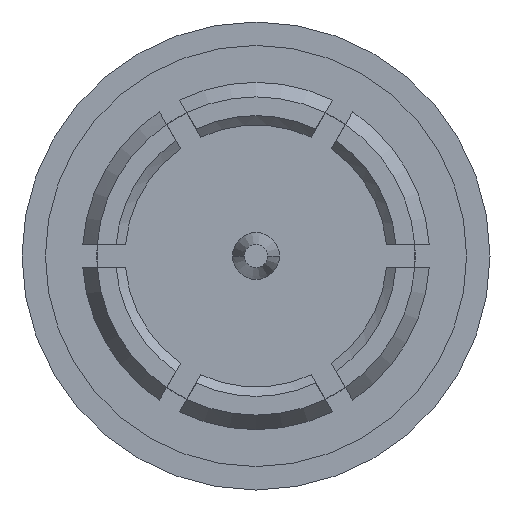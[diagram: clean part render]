
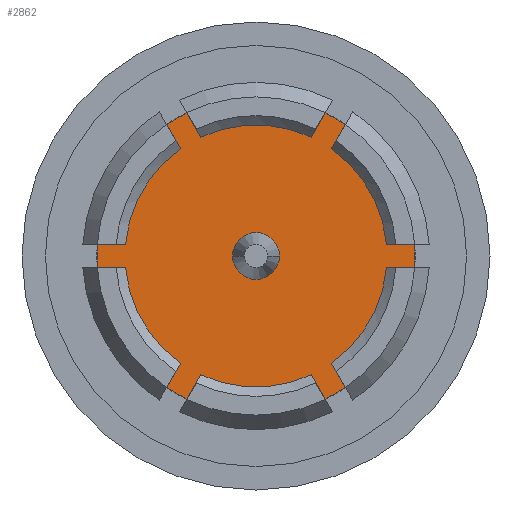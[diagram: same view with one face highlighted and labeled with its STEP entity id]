
A CAD part, left-side view. The second image highlights one B-rep face of the part: STEP entity #2862.
In plain terms, the highlighted planar face has unit normal (-1, 0, 0).
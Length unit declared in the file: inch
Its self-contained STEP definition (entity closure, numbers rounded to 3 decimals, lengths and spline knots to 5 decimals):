
#495=DIRECTION('',(0.,0.5,-0.866));
#496=VECTOR('',#495,0.01167);
#497=CARTESIAN_POINT('',(0.11811,0.03171,
-0.04508));
#498=LINE('',#497,#496);
#522=DIRECTION('',(0.,1.,0.));
#523=VECTOR('',#522,0.01167);
#524=CARTESIAN_POINT('',(0.11811,0.0549,
-0.00492));
#525=LINE('',#524,#523);
#531=CARTESIAN_POINT('',(0.11811,0.,0.));
#532=DIRECTION('',(-1.,0.,0.));
#533=DIRECTION('',(0.,0.997,0.074));
#534=AXIS2_PLACEMENT_3D('',#531,#532,#533);
#611=CARTESIAN_POINT('',(0.11811,0.,0.));
#612=DIRECTION('',(-1.,0.,0.));
#613=DIRECTION('',(0.,-0.997,-0.074));
#614=AXIS2_PLACEMENT_3D('',#611,#612,#613);
#621=CARTESIAN_POINT('',(0.11811,0.,0.));
#622=DIRECTION('',(1.,0.,0.));
#623=DIRECTION('',(0.,0.562,0.827));
#624=AXIS2_PLACEMENT_3D('',#621,#622,#623);
#626=CARTESIAN_POINT('',(0.11811,0.,0.));
#627=DIRECTION('',(1.,0.,0.));
#628=DIRECTION('',(0.,-0.435,0.901));
#629=AXIS2_PLACEMENT_3D('',#626,#627,#628);
#631=CARTESIAN_POINT('',(0.11811,0.,0.));
#632=DIRECTION('',(-1.,0.,0.));
#633=DIRECTION('',(0.,-0.435,-0.901));
#634=AXIS2_PLACEMENT_3D('',#631,#632,#633);
#636=CARTESIAN_POINT('',(0.11811,0.,0.));
#637=DIRECTION('',(-1.,0.,0.));
#638=DIRECTION('',(0.,0.562,-0.827));
#639=AXIS2_PLACEMENT_3D('',#636,#637,#638);
#641=CARTESIAN_POINT('',(0.11811,0.,0.));
#642=DIRECTION('',(-1.,0.,0.));
#643=DIRECTION('',(0.,1.,0.));
#644=AXIS2_PLACEMENT_3D('',#641,#642,#643);
#646=CARTESIAN_POINT('',(0.11811,0.,0.));
#647=DIRECTION('',(-1.,0.,0.));
#648=DIRECTION('',(0.,-1.,0.));
#649=AXIS2_PLACEMENT_3D('',#646,#647,#648);
#651=CARTESIAN_POINT('',(0.11811,0.,0.));
#652=DIRECTION('',(-1.,0.,0.));
#653=DIRECTION('',(0.,0.996,-0.089));
#654=AXIS2_PLACEMENT_3D('',#651,#652,#653);
#760=DIRECTION('',(0.,1.,0.));
#761=VECTOR('',#760,0.01167);
#762=CARTESIAN_POINT('',(0.11811,0.0549,
0.00492));
#763=LINE('',#762,#761);
#787=DIRECTION('',(0.,-0.5,-0.866));
#788=VECTOR('',#787,0.01167);
#789=CARTESIAN_POINT('',(0.11811,0.03755,
0.05519));
#790=LINE('',#789,#788);
#795=CARTESIAN_POINT('',(0.11811,0.,0.));
#796=DIRECTION('',(-1.,0.,0.));
#797=DIRECTION('',(0.,0.575,0.818));
#798=AXIS2_PLACEMENT_3D('',#795,#796,#797);
#917=DIRECTION('',(0.,0.5,0.866));
#918=VECTOR('',#917,0.01167);
#919=CARTESIAN_POINT('',(0.11811,0.02319,
0.05));
#920=LINE('',#919,#918);
#944=DIRECTION('',(0.,0.5,-0.866));
#945=VECTOR('',#944,0.01167);
#946=CARTESIAN_POINT('',(0.11811,-0.02902,
0.06011));
#947=LINE('',#946,#945);
#952=CARTESIAN_POINT('',(0.11811,0.,0.));
#953=DIRECTION('',(-1.,0.,0.));
#954=DIRECTION('',(0.,-0.421,0.907));
#955=AXIS2_PLACEMENT_3D('',#952,#953,#954);
#1074=DIRECTION('',(0.,-0.5,0.866));
#1075=VECTOR('',#1074,0.01167);
#1076=CARTESIAN_POINT('',(0.11811,-0.03171,
0.04508));
#1077=LINE('',#1076,#1075);
#1101=DIRECTION('',(0.,-1.,0.));
#1102=VECTOR('',#1101,0.01167);
#1103=CARTESIAN_POINT('',(0.11811,-0.0549,
0.00492));
#1104=LINE('',#1103,#1102);
#1109=CARTESIAN_POINT('',(0.11811,0.,0.));
#1110=DIRECTION('',(-1.,0.,0.));
#1111=DIRECTION('',(0.,-0.996,0.089));
#1112=AXIS2_PLACEMENT_3D('',#1109,#1110,#1111);
#1222=DIRECTION('',(0.,-1.,0.));
#1223=VECTOR('',#1222,0.01167);
#1224=CARTESIAN_POINT('',(0.11811,-0.0549,
-0.00492));
#1225=LINE('',#1224,#1223);
#1249=DIRECTION('',(0.,0.5,0.866));
#1250=VECTOR('',#1249,0.01167);
#1251=CARTESIAN_POINT('',(0.11811,-0.03755,
-0.05519));
#1252=LINE('',#1251,#1250);
#1270=DIRECTION('',(0.,-0.5,-0.866));
#1271=VECTOR('',#1270,0.01167);
#1272=CARTESIAN_POINT('',(0.11811,-0.02319,
-0.05));
#1273=LINE('',#1272,#1271);
#1297=DIRECTION('',(0.,-0.5,0.866));
#1298=VECTOR('',#1297,0.01167);
#1299=CARTESIAN_POINT('',(0.11811,0.02902,
-0.06011));
#1300=LINE('',#1299,#1298);
#1301=CARTESIAN_POINT('',(0.11811,0.,0.));
#1302=DIRECTION('',(-1.,0.,0.));
#1303=DIRECTION('',(0.,0.421,-0.907));
#1304=AXIS2_PLACEMENT_3D('',#1301,#1302,#1303);
#1410=CARTESIAN_POINT('',(0.11811,0.,0.));
#1411=DIRECTION('',(-1.,0.,0.));
#1412=DIRECTION('',(0.,-0.575,-0.818));
#1413=AXIS2_PLACEMENT_3D('',#1410,#1411,#1412);
#1735=CARTESIAN_POINT('',(0.11811,0.0549,
-0.00492));
#1736=CARTESIAN_POINT('',(0.11811,0.03171,
-0.04508));
#1737=VERTEX_POINT('',#1735);
#1738=VERTEX_POINT('',#1736);
#1739=CARTESIAN_POINT('',(0.11811,0.02319,
-0.05));
#1740=CARTESIAN_POINT('',(0.11811,-0.02319,
-0.05));
#1741=VERTEX_POINT('',#1739);
#1742=VERTEX_POINT('',#1740);
#1743=CARTESIAN_POINT('',(0.11811,-0.03171,
-0.04508));
#1744=CARTESIAN_POINT('',(0.11811,-0.0549,
-0.00492));
#1745=VERTEX_POINT('',#1743);
#1746=VERTEX_POINT('',#1744);
#1747=CARTESIAN_POINT('',(0.11811,-0.0549,
0.00492));
#1748=CARTESIAN_POINT('',(0.11811,-0.03171,
0.04508));
#1749=VERTEX_POINT('',#1747);
#1750=VERTEX_POINT('',#1748);
#1751=CARTESIAN_POINT('',(0.11811,-0.02319,
0.05));
#1752=CARTESIAN_POINT('',(0.11811,0.02319,
0.05));
#1753=VERTEX_POINT('',#1751);
#1754=VERTEX_POINT('',#1752);
#1755=CARTESIAN_POINT('',(0.11811,0.03171,
0.04508));
#1756=CARTESIAN_POINT('',(0.11811,0.0549,
0.00492));
#1757=VERTEX_POINT('',#1755);
#1758=VERTEX_POINT('',#1756);
#1759=CARTESIAN_POINT('',(0.11811,0.06657,
0.00492));
#1760=VERTEX_POINT('',#1759);
#1764=CARTESIAN_POINT('',(0.11811,0.06657,
-0.00492));
#1766=VERTEX_POINT('',#1764);
#1771=CARTESIAN_POINT('',(0.11811,0.02902,
0.06011));
#1772=VERTEX_POINT('',#1771);
#1773=CARTESIAN_POINT('',(0.11811,0.03755,
0.05519));
#1774=VERTEX_POINT('',#1773);
#1779=CARTESIAN_POINT('',(0.11811,-0.03755,
0.05519));
#1780=VERTEX_POINT('',#1779);
#1781=CARTESIAN_POINT('',(0.11811,-0.02902,
0.06011));
#1782=VERTEX_POINT('',#1781);
#1784=CARTESIAN_POINT('',(0.11811,-0.06657,
-0.00492));
#1786=VERTEX_POINT('',#1784);
#1787=CARTESIAN_POINT('',(0.11811,-0.06657,
0.00492));
#1788=VERTEX_POINT('',#1787);
#1795=CARTESIAN_POINT('',(0.11811,-0.02902,
-0.06011));
#1796=VERTEX_POINT('',#1795);
#1797=CARTESIAN_POINT('',(0.11811,-0.03755,
-0.05519));
#1798=VERTEX_POINT('',#1797);
#1803=CARTESIAN_POINT('',(0.11811,0.03755,
-0.05519));
#1804=VERTEX_POINT('',#1803);
#1805=CARTESIAN_POINT('',(0.11811,0.02902,
-0.06011));
#1806=VERTEX_POINT('',#1805);
#1907=CARTESIAN_POINT('',(0.11811,0.00984,0.));
#1908=CARTESIAN_POINT('',(0.11811,-0.00984,0.));
#1909=VERTEX_POINT('',#1907);
#1910=VERTEX_POINT('',#1908);
#2806=CARTESIAN_POINT('',(0.11811,0.,0.));
#2807=DIRECTION('',(-1.,0.,0.));
#2808=DIRECTION('',(0.,1.,0.));
#2809=AXIS2_PLACEMENT_3D('',#2806,#2807,#2808);
#2810=PLANE('',#2809);
#2812=ORIENTED_EDGE('',*,*,#2811,.F.);
#2813=ORIENTED_EDGE('',*,*,#2686,.T.);
#2814=ORIENTED_EDGE('',*,*,#2718,.F.);
#2816=ORIENTED_EDGE('',*,*,#2815,.F.);
#2818=ORIENTED_EDGE('',*,*,#2817,.F.);
#2820=ORIENTED_EDGE('',*,*,#2819,.F.);
#2822=ORIENTED_EDGE('',*,*,#2821,.T.);
#2824=ORIENTED_EDGE('',*,*,#2823,.F.);
#2826=ORIENTED_EDGE('',*,*,#2825,.F.);
#2828=ORIENTED_EDGE('',*,*,#2827,.F.);
#2830=ORIENTED_EDGE('',*,*,#2829,.T.);
#2832=ORIENTED_EDGE('',*,*,#2831,.F.);
#2834=ORIENTED_EDGE('',*,*,#2833,.F.);
#2836=ORIENTED_EDGE('',*,*,#2835,.T.);
#2837=ORIENTED_EDGE('',*,*,#2796,.F.);
#2839=ORIENTED_EDGE('',*,*,#2838,.F.);
#2841=ORIENTED_EDGE('',*,*,#2840,.F.);
#2843=ORIENTED_EDGE('',*,*,#2842,.F.);
#2845=ORIENTED_EDGE('',*,*,#2844,.F.);
#2847=ORIENTED_EDGE('',*,*,#2846,.F.);
#2849=ORIENTED_EDGE('',*,*,#2848,.F.);
#2851=ORIENTED_EDGE('',*,*,#2850,.F.);
#2852=ORIENTED_EDGE('',*,*,#2629,.F.);
#2853=ORIENTED_EDGE('',*,*,#2660,.F.);
#2854=EDGE_LOOP('',(#2812,#2813,#2814,#2816,#2818,#2820,#2822,#2824,#2826,#2828,
#2830,#2832,#2834,#2836,#2837,#2839,#2841,#2843,#2845,#2847,#2849,#2851,#2852,
#2853));
#2855=FACE_OUTER_BOUND('',#2854,.F.);
#2857=ORIENTED_EDGE('',*,*,#2856,.T.);
#2859=ORIENTED_EDGE('',*,*,#2858,.T.);
#2860=EDGE_LOOP('',(#2857,#2859));
#2861=FACE_BOUND('',#2860,.F.);
#2862=ADVANCED_FACE('',(#2855,#2861),#2810,.T.);
#535=CIRCLE('',#534,0.06675);
#615=CIRCLE('',#614,0.06675);
#625=CIRCLE('',#624,0.06675);
#630=CIRCLE('',#629,0.06675);
#635=CIRCLE('',#634,0.06675);
#640=CIRCLE('',#639,0.06675);
#645=CIRCLE('',#644,0.00984);
#650=CIRCLE('',#649,0.00984);
#655=CIRCLE('',#654,0.05512);
#799=CIRCLE('',#798,0.05512);
#956=CIRCLE('',#955,0.05512);
#1113=CIRCLE('',#1112,0.05512);
#1305=CIRCLE('',#1304,0.05512);
#1414=CIRCLE('',#1413,0.05512);
#2629=EDGE_CURVE('',#1804,#1806,#640,.T.);
#2660=EDGE_CURVE('',#1738,#1804,#498,.T.);
#2686=EDGE_CURVE('',#1737,#1766,#525,.T.);
#2718=EDGE_CURVE('',#1760,#1766,#535,.T.);
#2796=EDGE_CURVE('',#1786,#1788,#615,.T.);
#2811=EDGE_CURVE('',#1737,#1738,#655,.T.);
#2815=EDGE_CURVE('',#1758,#1760,#763,.T.);
#2817=EDGE_CURVE('',#1757,#1758,#799,.T.);
#2819=EDGE_CURVE('',#1774,#1757,#790,.T.);
#2821=EDGE_CURVE('',#1774,#1772,#625,.T.);
#2823=EDGE_CURVE('',#1754,#1772,#920,.T.);
#2825=EDGE_CURVE('',#1753,#1754,#956,.T.);
#2827=EDGE_CURVE('',#1782,#1753,#947,.T.);
#2829=EDGE_CURVE('',#1782,#1780,#630,.T.);
#2831=EDGE_CURVE('',#1750,#1780,#1077,.T.);
#2833=EDGE_CURVE('',#1749,#1750,#1113,.T.);
#2835=EDGE_CURVE('',#1749,#1788,#1104,.T.);
#2838=EDGE_CURVE('',#1746,#1786,#1225,.T.);
#2840=EDGE_CURVE('',#1745,#1746,#1414,.T.);
#2842=EDGE_CURVE('',#1798,#1745,#1252,.T.);
#2844=EDGE_CURVE('',#1796,#1798,#635,.T.);
#2846=EDGE_CURVE('',#1742,#1796,#1273,.T.);
#2848=EDGE_CURVE('',#1741,#1742,#1305,.T.);
#2850=EDGE_CURVE('',#1806,#1741,#1300,.T.);
#2856=EDGE_CURVE('',#1909,#1910,#645,.T.);
#2858=EDGE_CURVE('',#1910,#1909,#650,.T.);
